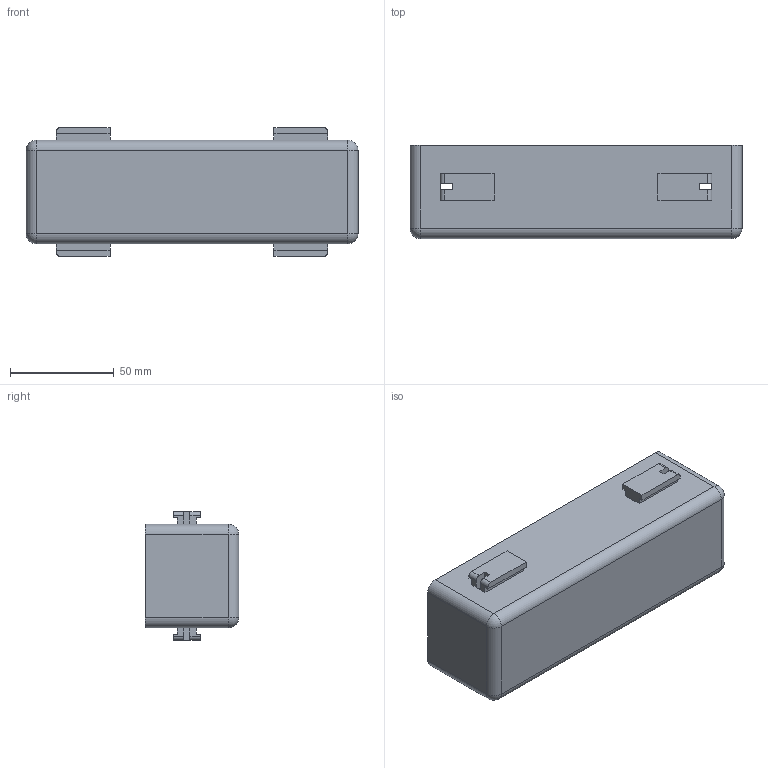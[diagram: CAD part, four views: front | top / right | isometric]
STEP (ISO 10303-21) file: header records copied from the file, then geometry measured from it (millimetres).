
FILE_DESCRIPTION (( 'STEP AP214' ), '1' );
FILE_NAME ('Body4.STEP', '2024-02-03T21:03:11', ( '' ), ( '' ), 'SwSTEP 2.0', 'SolidWorks 2023', '' );
FILE_SCHEMA (( 'AUTOMOTIVE_DESIGN' ));
Length unit declared in the file: millimetre
Products named in the file (1): Body4
Bounding box: 160 x 45 x 62 mm (x, y, z)
Volume: 55829.4 mm3; surface area: 53257.3 mm2
Topology: 1 solids, 1 shells, 127 faces, 332 edges, 196 vertices
Faces by surface type: plane 79, cylinder 32, cone 8, sphere 8
Entity records: 3741 total; most frequent: CARTESIAN_POINT 640, DIRECTION 636, ORIENTED_EDGE 632, EDGE_CURVE 316, LINE 252, VECTOR 252, VERTEX_POINT 196, AXIS2_PLACEMENT_3D 192
